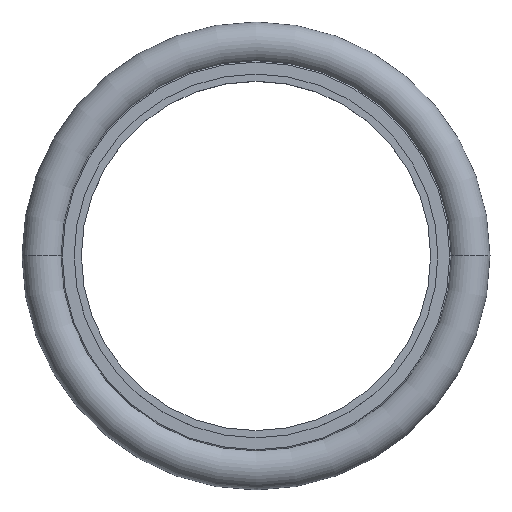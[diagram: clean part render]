
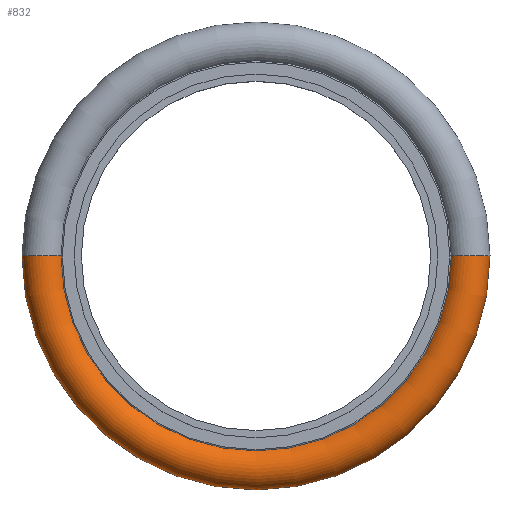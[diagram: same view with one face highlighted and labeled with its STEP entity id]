
A CAD part, top view. The second image highlights one B-rep face of the part: STEP entity #832.
In plain terms, the highlighted toroidal (fillet/blend) face has major radius 23.99 mm and minor radius 2.381 mm.
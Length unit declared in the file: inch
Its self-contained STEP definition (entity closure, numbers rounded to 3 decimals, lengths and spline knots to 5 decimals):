
#9 = DIRECTION ( 'NONE',  ( -1., 0., 0. ) ) ;
#23 = DIRECTION ( 'NONE',  ( 0., 1., 0. ) ) ;
#43 = CARTESIAN_POINT ( 'NONE',  ( 0., 0., 0.1575 ) ) ;
#77 = VERTEX_POINT ( 'NONE', #428 ) ;
#80 = CIRCLE ( 'NONE', #195, 0.85075 ) ;
#101 = EDGE_CURVE ( 'NONE', #594, #77, #483, .T. ) ;
#152 = DIRECTION ( 'NONE',  ( 0., 0., -1. ) ) ;
#157 = CIRCLE ( 'NONE', #455, 1.03825 ) ;
#165 = DIRECTION ( 'NONE',  ( 0., 0., -1. ) ) ;
#190 = ORIENTED_EDGE ( 'NONE', *, *, #682, .F. ) ;
#195 = AXIS2_PLACEMENT_3D ( 'NONE', #221, #152, #9 ) ;
#219 = DIRECTION ( 'NONE',  ( 0., -1., 0. ) ) ;
#221 = CARTESIAN_POINT ( 'NONE',  ( 0., 0., 0.1575 ) ) ;
#248 = DIRECTION ( 'NONE',  ( 0., 0., -1. ) ) ;
#262 = DIRECTION ( 'NONE',  ( -1., 0., 0. ) ) ;
#303 = AXIS2_PLACEMENT_3D ( 'NONE', #43, #165, #647 ) ;
#306 = EDGE_CURVE ( 'NONE', #725, #77, #157, .T. ) ;
#324 = AXIS2_PLACEMENT_3D ( 'NONE', #422, #219, #346 ) ;
#339 = TOROIDAL_SURFACE ( 'NONE', #303, 0.9445, 0.09375 ) ;
#346 = DIRECTION ( 'NONE',  ( 0., 0., -1. ) ) ;
#422 = CARTESIAN_POINT ( 'NONE',  ( -0.9445, 0., 0.1575 ) ) ;
#428 = CARTESIAN_POINT ( 'NONE',  ( -1.03825, 0., 0.1575 ) ) ;
#455 = AXIS2_PLACEMENT_3D ( 'NONE', #762, #248, #262 ) ;
#483 = CIRCLE ( 'NONE', #324, 0.09375 ) ;
#552 = DIRECTION ( 'NONE',  ( -1., 0., 0. ) ) ;
#594 = VERTEX_POINT ( 'NONE', #662 ) ;
#599 = AXIS2_PLACEMENT_3D ( 'NONE', #744, #23, #552 ) ;
#603 = EDGE_LOOP ( 'NONE', ( #678, #190, #760, #840 ) ) ;
#647 = DIRECTION ( 'NONE',  ( -1., 0., 0. ) ) ;
#662 = CARTESIAN_POINT ( 'NONE',  ( -0.85075, 0., 0.1575 ) ) ;
#678 = ORIENTED_EDGE ( 'NONE', *, *, #306, .F. ) ;
#682 = EDGE_CURVE ( 'NONE', #752, #725, #775, .T. ) ;
#699 = CARTESIAN_POINT ( 'NONE',  ( 0.85075, 0., 0.1575 ) ) ;
#725 = VERTEX_POINT ( 'NONE', #812 ) ;
#744 = CARTESIAN_POINT ( 'NONE',  ( 0.9445, 0., 0.1575 ) ) ;
#752 = VERTEX_POINT ( 'NONE', #699 ) ;
#760 = ORIENTED_EDGE ( 'NONE', *, *, #772, .T. ) ;
#762 = CARTESIAN_POINT ( 'NONE',  ( 0., 0., 0.1575 ) ) ;
#769 = FACE_OUTER_BOUND ( 'NONE', #603, .T. ) ;
#772 = EDGE_CURVE ( 'NONE', #752, #594, #80, .T. ) ;
#775 = CIRCLE ( 'NONE', #599, 0.09375 ) ;
#812 = CARTESIAN_POINT ( 'NONE',  ( 1.03825, 0., 0.1575 ) ) ;
#832 = ADVANCED_FACE ( 'NONE', ( #769 ), #339, .T. ) ;
#840 = ORIENTED_EDGE ( 'NONE', *, *, #101, .T. ) ;
